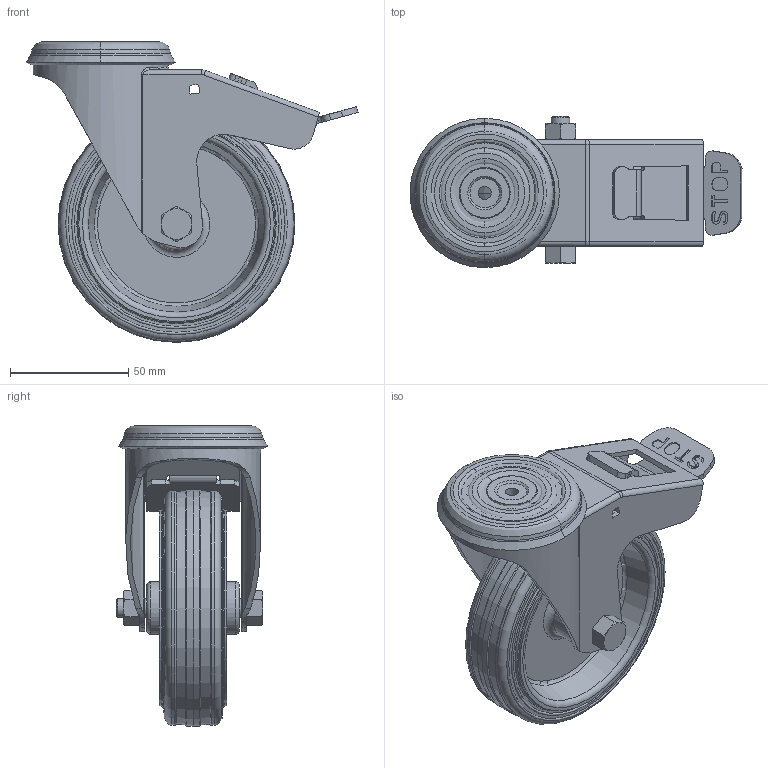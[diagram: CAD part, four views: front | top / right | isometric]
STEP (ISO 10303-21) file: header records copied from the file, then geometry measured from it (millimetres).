
FILE_DESCRIPTION(/* description */ ('RUOTA D.100 GIREV. S/P C/F C/BULBO'),/* implementation_level */ '2;1');
FILE_NAME(/* name */ 'CRUST0000029.stp',/* time_stamp */ '2022-11-23T08:28:08+01:00',/* author */ ('tecnico7'),/* organization */ ('Microsoft'),/* preprocessor_version */ 'ST-DEVELOPER v18.1',/* originating_system */ 'Autodesk Inventor 2022',/* authorisation */ '');
FILE_SCHEMA (('AUTOMOTIVE_DESIGN { 1 0 10303 214 3 1 1 }'));
Length unit declared in the file: millimetre
Products named in the file (7): CRUST0000029; 440000021201; 440000021202; 440000021203; 440000021204; 440000021205; 440000021206
Assembly tree (6 placements, depth 2):
  CRUST0000029
    440000021201
    440000021202
    440000021203
    440000021204
    440000021205
    440000021206
Bounding box: 140.19 x 64.05 x 127 mm (x, y, z)
Volume: 182032.2 mm3; surface area: 78288.1 mm2
Topology: 6 solids, 6 shells, 332 faces, 847 edges, 541 vertices
Faces by surface type: plane 134, cylinder 83, torus 50, cone 42, bspline 23
Full cylindrical faces by diameter (mm): 5.519 x1, 8 x2, 8.3 x2, 12.5 x1, 14.221 x1, 14.5 x2, 20.15 x1, 22.15 x2, 45.15 x1, 52 x1, 53 x1, 57 x1, 82.5 x2
Entity records: 19894 total; most frequent: CARTESIAN_POINT 11497, DIRECTION 1769, ORIENTED_EDGE 1690, EDGE_CURVE 845, AXIS2_PLACEMENT_3D 700, VERTEX_POINT 541, LINE 369, VECTOR 369
